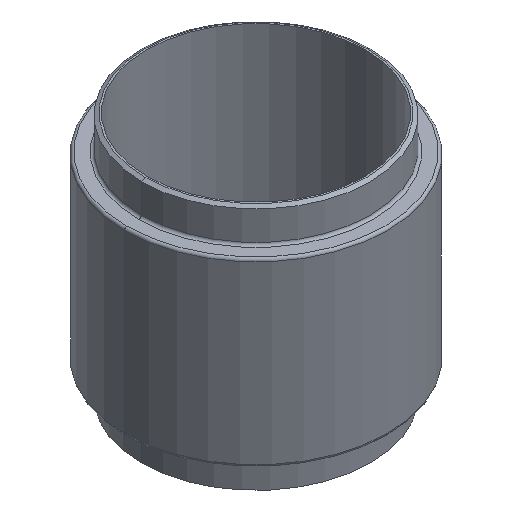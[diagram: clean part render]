
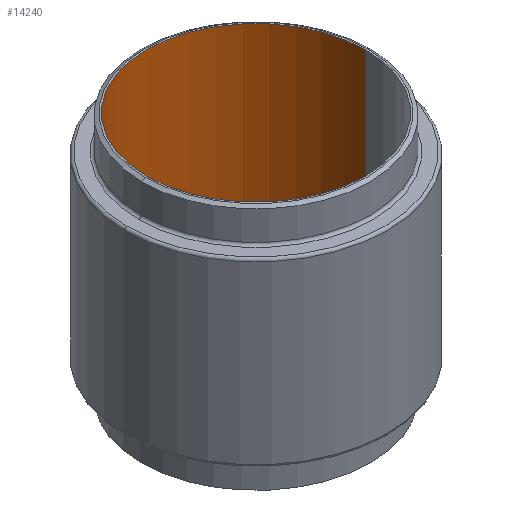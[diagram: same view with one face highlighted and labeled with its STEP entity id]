
A CAD part, isometric view. The second image highlights one B-rep face of the part: STEP entity #14240.
In plain terms, the highlighted cylindrical face has radius 130.2 mm (diameter 260.4 mm), a partial arc.
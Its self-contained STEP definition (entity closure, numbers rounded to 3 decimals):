
#4 = VERTEX_POINT ( 'NONE', #1338 ) ;
#554 = DIRECTION ( 'NONE',  ( 0., 0., 1. ) ) ;
#1338 = CARTESIAN_POINT ( 'NONE',  ( -130.2, 0., 0. ) ) ;
#2193 = ORIENTED_EDGE ( 'NONE', *, *, #22276, .T. ) ;
#2235 = VECTOR ( 'NONE', #17056, 1000. ) ;
#2757 = ORIENTED_EDGE ( 'NONE', *, *, #23312, .F. ) ;
#3846 = CARTESIAN_POINT ( 'NONE',  ( 0., 0., 0. ) ) ;
#4623 = CARTESIAN_POINT ( 'NONE',  ( -130.2, 0., -295. ) ) ;
#5160 = CIRCLE ( 'NONE', #18015, 130.2 ) ;
#5781 = AXIS2_PLACEMENT_3D ( 'NONE', #14769, #24165, #24315 ) ;
#5799 = VERTEX_POINT ( 'NONE', #4623 ) ;
#6167 = DIRECTION ( 'NONE',  ( 1., 0., 0. ) ) ;
#6796 = ORIENTED_EDGE ( 'NONE', *, *, #6901, .F. ) ;
#6901 = EDGE_CURVE ( 'NONE', #30560, #5799, #27016, .T. ) ;
#6973 = AXIS2_PLACEMENT_3D ( 'NONE', #13147, #25332, #15635 ) ;
#7603 = CARTESIAN_POINT ( 'NONE',  ( 130.2, 0., 0. ) ) ;
#9846 = CARTESIAN_POINT ( 'NONE',  ( -130.2, 0., 0. ) ) ;
#11132 = DIRECTION ( 'NONE',  ( 0., 0., 1. ) ) ;
#11901 = EDGE_LOOP ( 'NONE', ( #2757, #6796, #2193, #23610 ) ) ;
#13147 = CARTESIAN_POINT ( 'NONE',  ( 0., 0., 0. ) ) ;
#14240 = ADVANCED_FACE ( 'NONE', ( #17644 ), #18251, .F. ) ;
#14769 = CARTESIAN_POINT ( 'NONE',  ( 0., 0., -295. ) ) ;
#15635 = DIRECTION ( 'NONE',  ( 1., 0., 0. ) ) ;
#16270 = CARTESIAN_POINT ( 'NONE',  ( 130.2, 0., 0. ) ) ;
#17056 = DIRECTION ( 'NONE',  ( 0., 0., 1. ) ) ;
#17644 = FACE_OUTER_BOUND ( 'NONE', #11901, .T. ) ;
#18015 = AXIS2_PLACEMENT_3D ( 'NONE', #3846, #11132, #6167 ) ;
#18251 = CYLINDRICAL_SURFACE ( 'NONE', #6973, 130.2 ) ;
#19142 = VERTEX_POINT ( 'NONE', #16270 ) ;
#19419 = LINE ( 'NONE', #9846, #23465 ) ;
#22276 = EDGE_CURVE ( 'NONE', #30560, #19142, #28778, .T. ) ;
#23312 = EDGE_CURVE ( 'NONE', #5799, #4, #19419, .T. ) ;
#23465 = VECTOR ( 'NONE', #554, 1000. ) ;
#23610 = ORIENTED_EDGE ( 'NONE', *, *, #26506, .T. ) ;
#24165 = DIRECTION ( 'NONE',  ( 0., 0., 1. ) ) ;
#24235 = CARTESIAN_POINT ( 'NONE',  ( 130.2, 0., -295. ) ) ;
#24315 = DIRECTION ( 'NONE',  ( 1., 0., 0. ) ) ;
#25332 = DIRECTION ( 'NONE',  ( 0., 0., 1. ) ) ;
#26506 = EDGE_CURVE ( 'NONE', #19142, #4, #5160, .T. ) ;
#27016 = CIRCLE ( 'NONE', #5781, 130.2 ) ;
#28778 = LINE ( 'NONE', #7603, #2235 ) ;
#30560 = VERTEX_POINT ( 'NONE', #24235 ) ;
